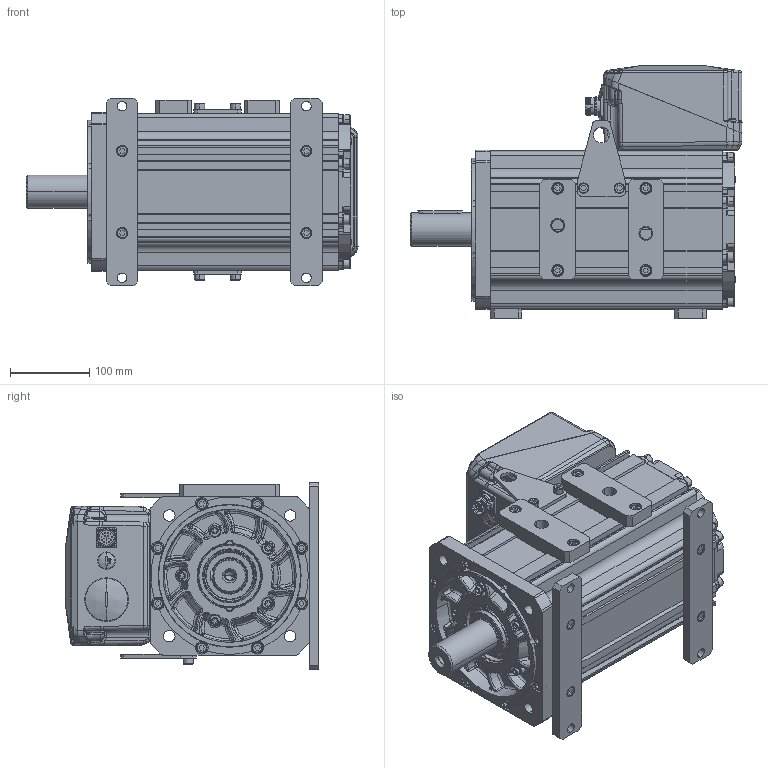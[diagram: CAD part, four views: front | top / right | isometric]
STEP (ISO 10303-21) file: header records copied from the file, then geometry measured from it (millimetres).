
FILE_DESCRIPTION((''),'2;1');
FILE_NAME('58901N-0_SW0002','2016-06-21T',('yanyerong'),(''),'PRO/ENGINEER BY PARAMETRIC TECHNOLOGY CORPORATION, 2010430','PRO/ENGINEER BY PARAMETRIC TECHNOLOGY CORPORATION, 2010430','');
FILE_SCHEMA(('CONFIG_CONTROL_DESIGN'));
Products named in the file (1): 58901N-0_SW0002
Bounding box: 418 x 318.8 x 236 mm (x, y, z)
Surface area: 847359.9 mm2 (no closed solid volume)
Topology: 0 solids, 135 shells, 2009 faces, 6331 edges, 4435 vertices
Faces by surface type: plane 827, cylinder 481, bspline 290, torus 185, cone 164, sphere 62
Entity records: 102285 total; most frequent: CARTESIAN_POINT 48910, ORIENTED_EDGE 10602, DIRECTION 10543, EDGE_CURVE 6329, VERTEX_POINT 4435, AXIS2_PLACEMENT_3D 3823, VECTOR 2897, LINE 2897
